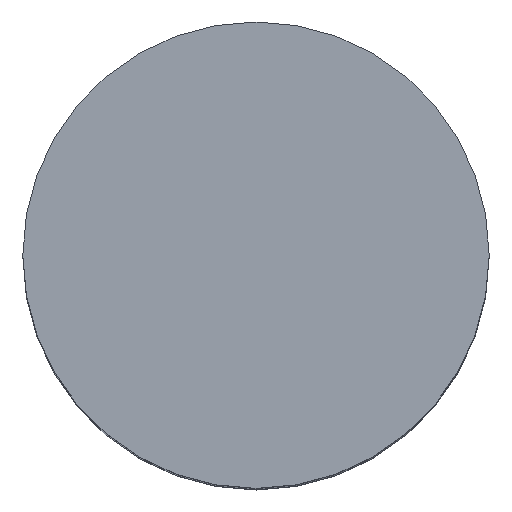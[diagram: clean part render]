
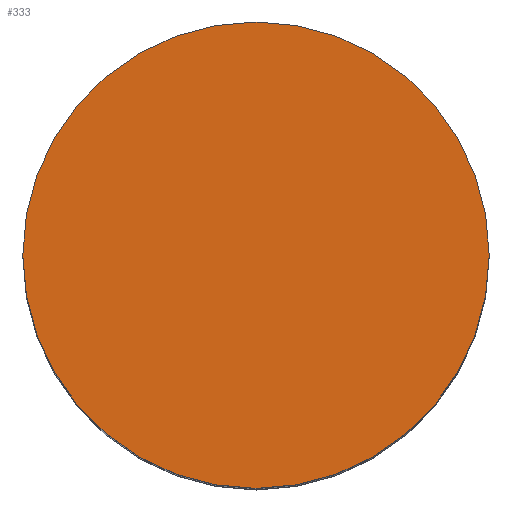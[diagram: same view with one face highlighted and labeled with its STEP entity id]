
A CAD part, top view. The second image highlights one B-rep face of the part: STEP entity #333.
In plain terms, the highlighted planar face has unit normal (0, 0, 1).
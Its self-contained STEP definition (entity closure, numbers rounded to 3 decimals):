
#325 = EDGE_LOOP ( 'NONE', ( #372, #326 ) ) ;
#326 = ORIENTED_EDGE ( 'NONE', *, *, #373, .F. ) ;
#333 = ADVANCED_FACE ( 'NONE', ( #503 ), #500, .F. ) ;
#372 = ORIENTED_EDGE ( 'NONE', *, *, #405, .F. ) ;
#373 = EDGE_CURVE ( 'NONE', #400, #408, #537, .T. ) ;
#400 = VERTEX_POINT ( 'NONE', #593 ) ;
#405 = EDGE_CURVE ( 'NONE', #408, #400, #609, .T. ) ;
#408 = VERTEX_POINT ( 'NONE', #628 ) ;
#466 = DIRECTION ( 'NONE',  ( 0., 0., -1. ) ) ;
#467 = CARTESIAN_POINT ( 'NONE',  ( 1.25, 0., 0.5 ) ) ;
#468 = AXIS2_PLACEMENT_3D ( 'NONE', #467, #466, #472 ) ;
#472 = DIRECTION ( 'NONE',  ( -1., 0., 0. ) ) ;
#500 = PLANE ( 'NONE',  #468 ) ;
#503 = FACE_OUTER_BOUND ( 'NONE', #325, .T. ) ;
#533 = DIRECTION ( 'NONE',  ( -1., 0., 0. ) ) ;
#534 = DIRECTION ( 'NONE',  ( 0., 0., -1. ) ) ;
#535 = CARTESIAN_POINT ( 'NONE',  ( 0., 0., 0.5 ) ) ;
#536 = AXIS2_PLACEMENT_3D ( 'NONE', #535, #534, #533 ) ;
#537 = CIRCLE ( 'NONE', #536, 1.25 ) ;
#593 = CARTESIAN_POINT ( 'NONE',  ( 1.25, 0., 0.5 ) ) ;
#607 = CARTESIAN_POINT ( 'NONE',  ( 0., 0., 0.5 ) ) ;
#608 = AXIS2_PLACEMENT_3D ( 'NONE', #607, #630, #629 ) ;
#609 = CIRCLE ( 'NONE', #608, 1.25 ) ;
#628 = CARTESIAN_POINT ( 'NONE',  ( -1.25, 0., 0.5 ) ) ;
#629 = DIRECTION ( 'NONE',  ( -1., 0., 0. ) ) ;
#630 = DIRECTION ( 'NONE',  ( 0., 0., -1. ) ) ;
